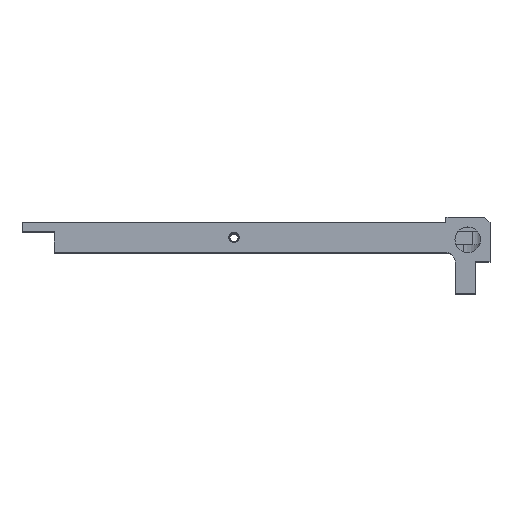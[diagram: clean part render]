
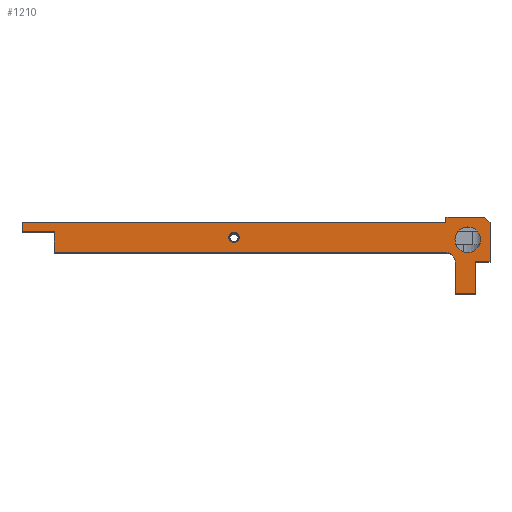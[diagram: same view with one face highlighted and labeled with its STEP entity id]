
A CAD part, top view. The second image highlights one B-rep face of the part: STEP entity #1210.
In plain terms, the highlighted planar face has unit normal (0, 0, 1).
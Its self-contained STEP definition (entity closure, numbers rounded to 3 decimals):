
#13 = LINE ( 'NONE', #5554, #2604 ) ;
#18 = CARTESIAN_POINT ( 'NONE',  ( -2.5, -10.6, 47. ) ) ;
#19 = LINE ( 'NONE', #1437, #3241 ) ;
#77 = DIRECTION ( 'NONE',  ( 1., 0., 0. ) ) ;
#105 = EDGE_CURVE ( 'NONE', #5666, #2227, #4688, .T. ) ;
#121 = CIRCLE ( 'NONE', #5754, 2.5 ) ;
#131 = EDGE_CURVE ( 'NONE', #2425, #5140, #13, .T. ) ;
#239 = VECTOR ( 'NONE', #1709, 1000. ) ;
#253 = ORIENTED_EDGE ( 'NONE', *, *, #648, .F. ) ;
#342 = EDGE_CURVE ( 'NONE', #3226, #3374, #769, .T. ) ;
#530 = DIRECTION ( 'NONE',  ( 0., 0., 1. ) ) ;
#612 = DIRECTION ( 'NONE',  ( 1., 0., 0. ) ) ;
#648 = EDGE_CURVE ( 'NONE', #3473, #5959, #4722, .T. ) ;
#752 = CARTESIAN_POINT ( 'NONE',  ( 4.3, 3.3, 47. ) ) ;
#769 = LINE ( 'NONE', #5917, #2113 ) ;
#785 = EDGE_LOOP ( 'NONE', ( #253, #5132 ) ) ;
#804 = LINE ( 'NONE', #4972, #4103 ) ;
#854 = EDGE_CURVE ( 'NONE', #1205, #3226, #5395, .T. ) ;
#921 = CARTESIAN_POINT ( 'NONE',  ( -10.6, 3.3, 47. ) ) ;
#926 = VERTEX_POINT ( 'NONE', #975 ) ;
#929 = ORIENTED_EDGE ( 'NONE', *, *, #131, .F. ) ;
#952 = PLANE ( 'NONE',  #2326 ) ;
#975 = CARTESIAN_POINT ( 'NONE',  ( -2.55, -0.05, 47. ) ) ;
#980 = FACE_OUTER_BOUND ( 'NONE', #2967, .T. ) ;
#982 = DIRECTION ( 'NONE',  ( 1., 0., 0. ) ) ;
#1030 = CARTESIAN_POINT ( 'NONE',  ( -87.1, 1.5, 47. ) ) ;
#1051 = DIRECTION ( 'NONE',  ( 1., 0., 0. ) ) ;
#1054 = VECTOR ( 'NONE', #5336, 1000. ) ;
#1094 = VERTEX_POINT ( 'NONE', #2446 ) ;
#1205 = VERTEX_POINT ( 'NONE', #18 ) ;
#1210 = ADVANCED_FACE ( 'NONE', ( #3277, #980, #5091 ), #952, .T. ) ;
#1256 = CARTESIAN_POINT ( 'NONE',  ( -4.3, -10.6, 47. ) ) ;
#1267 = LINE ( 'NONE', #3133, #2890 ) ;
#1299 = CARTESIAN_POINT ( 'NONE',  ( -0.05, -0.05, 47. ) ) ;
#1392 = EDGE_CURVE ( 'NONE', #3374, #1094, #2285, .T. ) ;
#1399 = DIRECTION ( 'NONE',  ( -1., 0., 0. ) ) ;
#1437 = CARTESIAN_POINT ( 'NONE',  ( 4.3, 4.3, 47. ) ) ;
#1474 = ORIENTED_EDGE ( 'NONE', *, *, #3822, .T. ) ;
#1486 = EDGE_CURVE ( 'NONE', #5959, #3473, #4159, .T. ) ;
#1513 = LINE ( 'NONE', #5721, #1962 ) ;
#1539 = CARTESIAN_POINT ( 'NONE',  ( -4.5, -4.5, 47. ) ) ;
#1540 = CARTESIAN_POINT ( 'NONE',  ( -80.8, 1.5, 47. ) ) ;
#1550 = DIRECTION ( 'NONE',  ( 0., 1., 0. ) ) ;
#1552 = AXIS2_PLACEMENT_3D ( 'NONE', #1698, #2178, #2211 ) ;
#1616 = ORIENTED_EDGE ( 'NONE', *, *, #3456, .F. ) ;
#1698 = CARTESIAN_POINT ( 'NONE',  ( -45.7, 0.4, 47. ) ) ;
#1709 = DIRECTION ( 'NONE',  ( 1., 0., 0. ) ) ;
#1764 = CARTESIAN_POINT ( 'NONE',  ( -2.5, 0., 47. ) ) ;
#1798 = ORIENTED_EDGE ( 'NONE', *, *, #1392, .T. ) ;
#1875 = CARTESIAN_POINT ( 'NONE',  ( -44.675, 0.4, 47. ) ) ;
#1894 = CARTESIAN_POINT ( 'NONE',  ( -80.8, 1.5, 47. ) ) ;
#1904 = VECTOR ( 'NONE', #2381, 1000. ) ;
#1962 = VECTOR ( 'NONE', #1550, 1000. ) ;
#2068 = EDGE_CURVE ( 'NONE', #1094, #3926, #19, .T. ) ;
#2110 = ORIENTED_EDGE ( 'NONE', *, *, #2959, .F. ) ;
#2113 = VECTOR ( 'NONE', #3601, 1000. ) ;
#2127 = ORIENTED_EDGE ( 'NONE', *, *, #2068, .T. ) ;
#2164 = LINE ( 'NONE', #5345, #239 ) ;
#2178 = DIRECTION ( 'NONE',  ( 0., 0., 1. ) ) ;
#2184 = EDGE_CURVE ( 'NONE', #926, #2845, #121, .T. ) ;
#2211 = DIRECTION ( 'NONE',  ( 1., 0., 0. ) ) ;
#2227 = VERTEX_POINT ( 'NONE', #4954 ) ;
#2252 = DIRECTION ( 'NONE',  ( 0., 1., 0. ) ) ;
#2285 = LINE ( 'NONE', #4595, #3602 ) ;
#2326 = AXIS2_PLACEMENT_3D ( 'NONE', #2841, #530, #77 ) ;
#2331 = ORIENTED_EDGE ( 'NONE', *, *, #4965, .T. ) ;
#2339 = ORIENTED_EDGE ( 'NONE', *, *, #5184, .F. ) ;
#2381 = DIRECTION ( 'NONE',  ( -1., 0., 0. ) ) ;
#2425 = VERTEX_POINT ( 'NONE', #1540 ) ;
#2444 = CARTESIAN_POINT ( 'NONE',  ( 2.45, -0.05, 47. ) ) ;
#2446 = CARTESIAN_POINT ( 'NONE',  ( 4.3, -4.3, 47. ) ) ;
#2541 = VERTEX_POINT ( 'NONE', #4353 ) ;
#2604 = VECTOR ( 'NONE', #1399, 1000. ) ;
#2659 = EDGE_CURVE ( 'NONE', #3926, #2783, #1267, .T. ) ;
#2773 = LINE ( 'NONE', #1894, #3189 ) ;
#2783 = VERTEX_POINT ( 'NONE', #4138 ) ;
#2788 = CARTESIAN_POINT ( 'NONE',  ( -4.3, 4.3, 47. ) ) ;
#2809 = CARTESIAN_POINT ( 'NONE',  ( -2.5, -4.5, 47. ) ) ;
#2841 = CARTESIAN_POINT ( 'NONE',  ( 0., 0., 47. ) ) ;
#2843 = DIRECTION ( 'NONE',  ( 0., 0., 1. ) ) ;
#2845 = VERTEX_POINT ( 'NONE', #2444 ) ;
#2890 = VECTOR ( 'NONE', #4950, 1000. ) ;
#2910 = ORIENTED_EDGE ( 'NONE', *, *, #854, .T. ) ;
#2959 = EDGE_CURVE ( 'NONE', #2845, #926, #4902, .T. ) ;
#2967 = EDGE_LOOP ( 'NONE', ( #1616, #2910, #5342, #1798, #2127, #3658, #4769, #4652, #5440, #2339, #929, #4976, #2331, #1474 ) ) ;
#3105 = CIRCLE ( 'NONE', #3956, 2. ) ;
#3133 = CARTESIAN_POINT ( 'NONE',  ( 3.8, 3.8, 47. ) ) ;
#3168 = DIRECTION ( 'NONE',  ( 0., 0., 1. ) ) ;
#3178 = EDGE_CURVE ( 'NONE', #2425, #5850, #2773, .T. ) ;
#3189 = VECTOR ( 'NONE', #3756, 1000. ) ;
#3226 = VERTEX_POINT ( 'NONE', #3237 ) ;
#3237 = CARTESIAN_POINT ( 'NONE',  ( 1.5, -10.6, 47. ) ) ;
#3241 = VECTOR ( 'NONE', #5624, 1000. ) ;
#3243 = DIRECTION ( 'NONE',  ( 1., 0., 0. ) ) ;
#3277 = FACE_BOUND ( 'NONE', #4179, .T. ) ;
#3374 = VERTEX_POINT ( 'NONE', #5974 ) ;
#3392 = VECTOR ( 'NONE', #3243, 1000. ) ;
#3456 = EDGE_CURVE ( 'NONE', #1205, #5738, #4124, .T. ) ;
#3473 = VERTEX_POINT ( 'NONE', #1875 ) ;
#3571 = DIRECTION ( 'NONE',  ( 0., -1., 0. ) ) ;
#3601 = DIRECTION ( 'NONE',  ( 0., 1., 0. ) ) ;
#3602 = VECTOR ( 'NONE', #4129, 1000. ) ;
#3658 = ORIENTED_EDGE ( 'NONE', *, *, #2659, .T. ) ;
#3756 = DIRECTION ( 'NONE',  ( 0., -1., 0. ) ) ;
#3822 = EDGE_CURVE ( 'NONE', #2541, #5738, #3105, .T. ) ;
#3926 = VERTEX_POINT ( 'NONE', #752 ) ;
#3956 = AXIS2_PLACEMENT_3D ( 'NONE', #1539, #4408, #1051 ) ;
#4014 = CARTESIAN_POINT ( 'NONE',  ( -87.1, 3.3, 47. ) ) ;
#4092 = DIRECTION ( 'NONE',  ( 1., 0., 0. ) ) ;
#4103 = VECTOR ( 'NONE', #3571, 1000. ) ;
#4124 = LINE ( 'NONE', #1764, #4513 ) ;
#4129 = DIRECTION ( 'NONE',  ( 1., 0., 0. ) ) ;
#4138 = CARTESIAN_POINT ( 'NONE',  ( 3.3, 4.3, 47. ) ) ;
#4159 = CIRCLE ( 'NONE', #1552, 1.025 ) ;
#4179 = EDGE_LOOP ( 'NONE', ( #2110, #4529 ) ) ;
#4217 = VERTEX_POINT ( 'NONE', #5484 ) ;
#4301 = CARTESIAN_POINT ( 'NONE',  ( -80.8, -2.5, 47. ) ) ;
#4326 = CARTESIAN_POINT ( 'NONE',  ( -0.05, -0.05, 47. ) ) ;
#4343 = EDGE_CURVE ( 'NONE', #2783, #4217, #4665, .T. ) ;
#4353 = CARTESIAN_POINT ( 'NONE',  ( -4.5, -2.5, 47. ) ) ;
#4408 = DIRECTION ( 'NONE',  ( 0., 0., -1. ) ) ;
#4513 = VECTOR ( 'NONE', #2252, 1000. ) ;
#4529 = ORIENTED_EDGE ( 'NONE', *, *, #2184, .F. ) ;
#4595 = CARTESIAN_POINT ( 'NONE',  ( -4.3, -4.3, 47. ) ) ;
#4652 = ORIENTED_EDGE ( 'NONE', *, *, #5456, .T. ) ;
#4665 = LINE ( 'NONE', #2788, #1904 ) ;
#4688 = LINE ( 'NONE', #921, #3392 ) ;
#4722 = CIRCLE ( 'NONE', #4913, 1.025 ) ;
#4769 = ORIENTED_EDGE ( 'NONE', *, *, #4343, .T. ) ;
#4902 = CIRCLE ( 'NONE', #5385, 2.5 ) ;
#4913 = AXIS2_PLACEMENT_3D ( 'NONE', #5125, #2843, #982 ) ;
#4950 = DIRECTION ( 'NONE',  ( -0.707, 0.707, 0. ) ) ;
#4954 = CARTESIAN_POINT ( 'NONE',  ( -4.3, 3.3, 47. ) ) ;
#4965 = EDGE_CURVE ( 'NONE', #5850, #2541, #2164, .T. ) ;
#4972 = CARTESIAN_POINT ( 'NONE',  ( -4.3, 4.3, 47. ) ) ;
#4976 = ORIENTED_EDGE ( 'NONE', *, *, #3178, .T. ) ;
#5091 = FACE_BOUND ( 'NONE', #785, .T. ) ;
#5125 = CARTESIAN_POINT ( 'NONE',  ( -45.7, 0.4, 47. ) ) ;
#5132 = ORIENTED_EDGE ( 'NONE', *, *, #1486, .F. ) ;
#5140 = VERTEX_POINT ( 'NONE', #1030 ) ;
#5184 = EDGE_CURVE ( 'NONE', #5140, #5666, #1513, .T. ) ;
#5243 = DIRECTION ( 'NONE',  ( 0., 0., 1. ) ) ;
#5336 = DIRECTION ( 'NONE',  ( 1., 0., 0. ) ) ;
#5342 = ORIENTED_EDGE ( 'NONE', *, *, #342, .T. ) ;
#5345 = CARTESIAN_POINT ( 'NONE',  ( -10.6, -2.5, 47. ) ) ;
#5385 = AXIS2_PLACEMENT_3D ( 'NONE', #1299, #3168, #4092 ) ;
#5395 = LINE ( 'NONE', #1256, #1054 ) ;
#5440 = ORIENTED_EDGE ( 'NONE', *, *, #105, .F. ) ;
#5456 = EDGE_CURVE ( 'NONE', #4217, #2227, #804, .T. ) ;
#5484 = CARTESIAN_POINT ( 'NONE',  ( -4.3, 4.3, 47. ) ) ;
#5554 = CARTESIAN_POINT ( 'NONE',  ( -80.8, 1.5, 47. ) ) ;
#5624 = DIRECTION ( 'NONE',  ( 0., 1., 0. ) ) ;
#5666 = VERTEX_POINT ( 'NONE', #4014 ) ;
#5721 = CARTESIAN_POINT ( 'NONE',  ( -87.1, -2.5, 47. ) ) ;
#5738 = VERTEX_POINT ( 'NONE', #2809 ) ;
#5754 = AXIS2_PLACEMENT_3D ( 'NONE', #4326, #5243, #612 ) ;
#5850 = VERTEX_POINT ( 'NONE', #4301 ) ;
#5859 = CARTESIAN_POINT ( 'NONE',  ( -46.725, 0.4, 47. ) ) ;
#5917 = CARTESIAN_POINT ( 'NONE',  ( 1.5, -10.6, 47. ) ) ;
#5959 = VERTEX_POINT ( 'NONE', #5859 ) ;
#5974 = CARTESIAN_POINT ( 'NONE',  ( 1.5, -4.3, 47. ) ) ;
